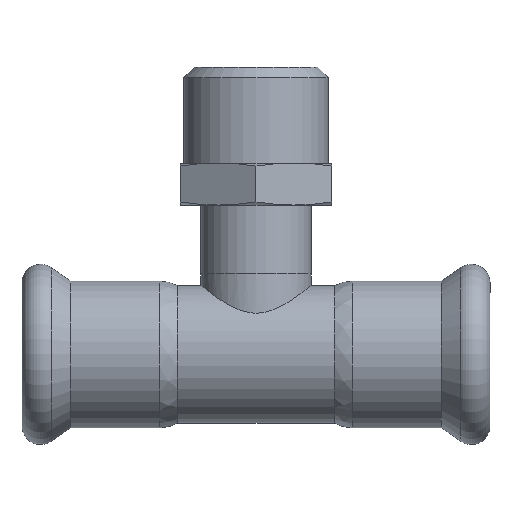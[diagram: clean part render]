
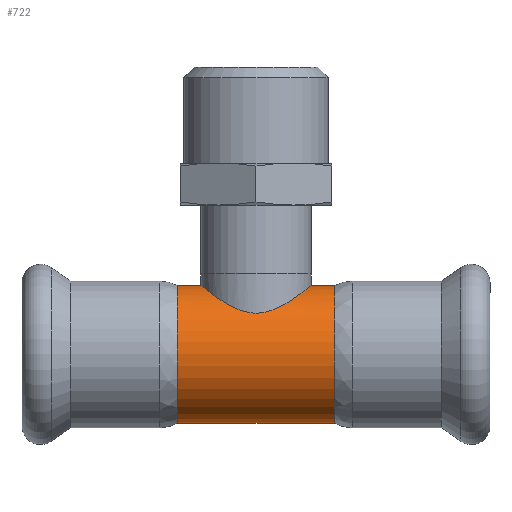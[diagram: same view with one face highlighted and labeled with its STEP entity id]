
A CAD part, front view. The second image highlights one B-rep face of the part: STEP entity #722.
In plain terms, the highlighted cylindrical face has radius 10 mm (diameter 20 mm), a full revolution.
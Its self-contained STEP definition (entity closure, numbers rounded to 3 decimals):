
#143=FACE_BOUND($,#231,.T.);
#144=FACE_BOUND($,#232,.T.);
#145=FACE_BOUND($,#233,.T.);
#181=B_SPLINE_CURVE_WITH_KNOTS($,3,(#1167,#1168,#1169,#1170,#1171,#1172,
#1173,#1174,#1175,#1176,#1177,#1178,#1179,#1180,#1181,#1182,#1183,#1184,
#1185,#1186,#1187,#1188,#1189,#1190,#1191,#1192,#1193,#1194,#1195,#1196,
#1197,#1198,#1199,#1200,#1201,#1202,#1203,#1204,#1205,#1206,#1207,#1208),
 .UNSPECIFIED.,.T.,.F.,(4,2,2,2,2,2,2,2,2,2,2,2,2,2,2,2,2,2,2,2,4),(0.,
0.164,0.328,0.656,0.974,
1.292,1.61,1.928,2.256,2.42,
2.584,2.748,2.912,3.24,3.558,
3.876,4.194,4.512,4.84,5.004,
5.168),.UNSPECIFIED.);
#231=EDGE_LOOP($,(#525));
#232=EDGE_LOOP($,(#526));
#233=EDGE_LOOP($,(#527));
#315=CIRCLE($,#784,10.);
#316=CIRCLE($,#785,10.);
#362=VERTEX_POINT($,#1166);
#363=VERTEX_POINT($,#1209);
#364=VERTEX_POINT($,#1211);
#432=EDGE_CURVE($,#362,#362,#181,.T.);
#433=EDGE_CURVE($,#363,#363,#315,.T.);
#434=EDGE_CURVE($,#364,#364,#316,.T.);
#525=ORIENTED_EDGE($,*,*,#432,.T.);
#526=ORIENTED_EDGE($,*,*,#433,.F.);
#527=ORIENTED_EDGE($,*,*,#434,.T.);
#710=CYLINDRICAL_SURFACE($,#783,10.);
#722=ADVANCED_FACE($,(#143,#144,#145),#710,.T.);
#783=AXIS2_PLACEMENT_3D($,#1165,#892,#893);
#784=AXIS2_PLACEMENT_3D($,#1210,#894,#895);
#785=AXIS2_PLACEMENT_3D($,#1212,#896,#897);
#892=DIRECTION('center_axis',(1.,0.,0.));
#893=DIRECTION('ref_axis',(0.,1.,0.));
#894=DIRECTION('center_axis',(1.,0.,0.));
#895=DIRECTION('ref_axis',(0.,1.,0.));
#896=DIRECTION('center_axis',(1.,0.,0.));
#897=DIRECTION('ref_axis',(0.,1.,0.));
#1165=CARTESIAN_POINT('Origin',(0.,0.,0.));
#1166=CARTESIAN_POINT('',(0.,8.,6.));
#1167=CARTESIAN_POINT('Ctrl Pts',(0.,8.,6.));
#1168=CARTESIAN_POINT('Ctrl Pts',(0.547,8.,6.));
#1169=CARTESIAN_POINT('Ctrl Pts',(1.089,7.944,6.077));
#1170=CARTESIAN_POINT('Ctrl Pts',(2.14,7.727,6.35));
#1171=CARTESIAN_POINT('Ctrl Pts',(2.648,7.567,6.544));
#1172=CARTESIAN_POINT('Ctrl Pts',(4.096,6.951,7.214));
#1173=CARTESIAN_POINT('Ctrl Pts',(4.961,6.353,7.769));
#1174=CARTESIAN_POINT('Ctrl Pts',(6.331,4.983,8.709));
#1175=CARTESIAN_POINT('Ctrl Pts',(6.942,4.117,9.172));
#1176=CARTESIAN_POINT('Ctrl Pts',(7.777,2.156,9.819));
#1177=CARTESIAN_POINT('Ctrl Pts',(8.,1.06,10.));
#1178=CARTESIAN_POINT('Ctrl Pts',(8.,-1.06,10.));
#1179=CARTESIAN_POINT('Ctrl Pts',(7.777,-2.156,9.819));
#1180=CARTESIAN_POINT('Ctrl Pts',(6.942,-4.117,9.172));
#1181=CARTESIAN_POINT('Ctrl Pts',(6.331,-4.983,8.709));
#1182=CARTESIAN_POINT('Ctrl Pts',(4.961,-6.353,7.769));
#1183=CARTESIAN_POINT('Ctrl Pts',(4.096,-6.951,7.214));
#1184=CARTESIAN_POINT('Ctrl Pts',(2.648,-7.567,6.544));
#1185=CARTESIAN_POINT('Ctrl Pts',(2.14,-7.727,6.35));
#1186=CARTESIAN_POINT('Ctrl Pts',(1.089,-7.944,6.077));
#1187=CARTESIAN_POINT('Ctrl Pts',(0.547,-8.,6.));
#1188=CARTESIAN_POINT('Ctrl Pts',(-0.547,-8.,6.));
#1189=CARTESIAN_POINT('Ctrl Pts',(-1.089,-7.944,6.077));
#1190=CARTESIAN_POINT('Ctrl Pts',(-2.14,-7.727,6.35));
#1191=CARTESIAN_POINT('Ctrl Pts',(-2.648,-7.567,6.544));
#1192=CARTESIAN_POINT('Ctrl Pts',(-4.096,-6.951,7.214));
#1193=CARTESIAN_POINT('Ctrl Pts',(-4.961,-6.353,7.769));
#1194=CARTESIAN_POINT('Ctrl Pts',(-6.331,-4.983,8.709));
#1195=CARTESIAN_POINT('Ctrl Pts',(-6.942,-4.117,9.172));
#1196=CARTESIAN_POINT('Ctrl Pts',(-7.777,-2.156,9.819));
#1197=CARTESIAN_POINT('Ctrl Pts',(-8.,-1.06,10.));
#1198=CARTESIAN_POINT('Ctrl Pts',(-8.,1.06,10.));
#1199=CARTESIAN_POINT('Ctrl Pts',(-7.777,2.156,9.819));
#1200=CARTESIAN_POINT('Ctrl Pts',(-6.942,4.117,9.172));
#1201=CARTESIAN_POINT('Ctrl Pts',(-6.331,4.983,8.709));
#1202=CARTESIAN_POINT('Ctrl Pts',(-4.961,6.353,7.769));
#1203=CARTESIAN_POINT('Ctrl Pts',(-4.096,6.951,7.214));
#1204=CARTESIAN_POINT('Ctrl Pts',(-2.648,7.567,6.544));
#1205=CARTESIAN_POINT('Ctrl Pts',(-2.14,7.727,6.35));
#1206=CARTESIAN_POINT('Ctrl Pts',(-1.089,7.944,6.077));
#1207=CARTESIAN_POINT('Ctrl Pts',(-0.547,8.,6.));
#1208=CARTESIAN_POINT('Ctrl Pts',(0.,8.,6.));
#1209=CARTESIAN_POINT('',(14.,10.,0.));
#1210=CARTESIAN_POINT('Origin',(14.,0.,0.));
#1211=CARTESIAN_POINT('',(-14.,10.,0.));
#1212=CARTESIAN_POINT('Origin',(-14.,0.,0.));
